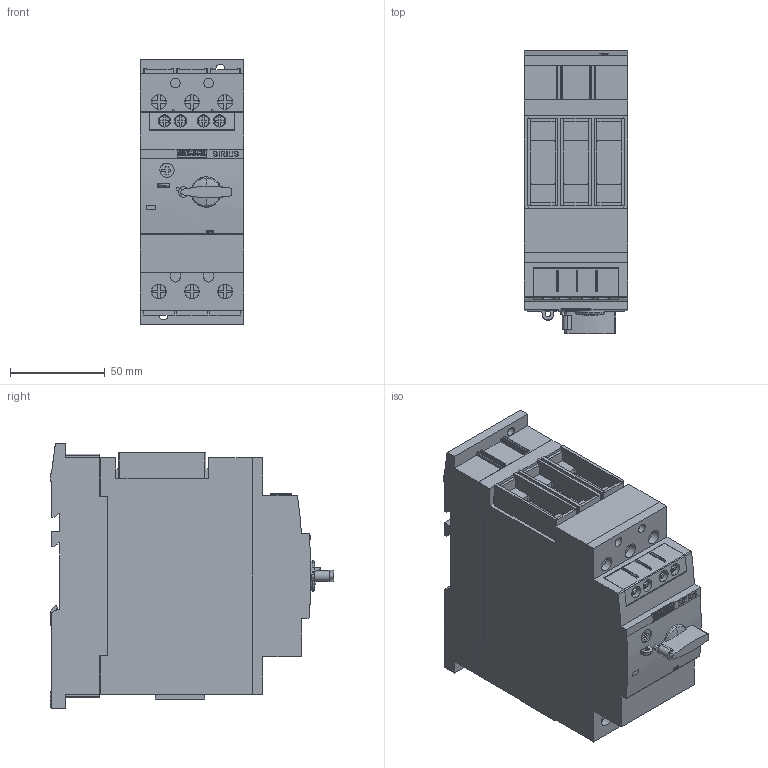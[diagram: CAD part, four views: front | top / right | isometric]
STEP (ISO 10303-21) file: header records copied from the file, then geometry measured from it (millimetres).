
FILE_DESCRIPTION(('no description'),'unknown implementation level');
FILE_NAME('3RV2031-4AA15_3D_v.stp',' ',('SIEMENS A&D'),('CADClick - KiM GmbH - www.kimweb.de'),'unknown preprocess','ACIS','unknown authorization');
FILE_SCHEMA(('automotive_design'));
Length unit declared in the file: millimetre
Products named in the file (1): 1
Bounding box: 54.8 x 149.4 x 140 mm (x, y, z)
Volume: 849273.5 mm3; surface area: 80061.8 mm2
Topology: 1 solids, 7 shells, 1037 faces, 2878 edges, 1890 vertices
Faces by surface type: plane 748, cylinder 221, cone 40, torus 24, sphere 4
Entity records: 66906 total; most frequent: CARTESIAN_POINT 7684, STYLED_ITEM 5802, PRESENTATION_STYLE_ASSIGNMENT 5802, COLOUR_RGB 5802, ORIENTED_EDGE 5748, DIRECTION 5566, EDGE_CURVE 2874, CURVE_STYLE 2874
